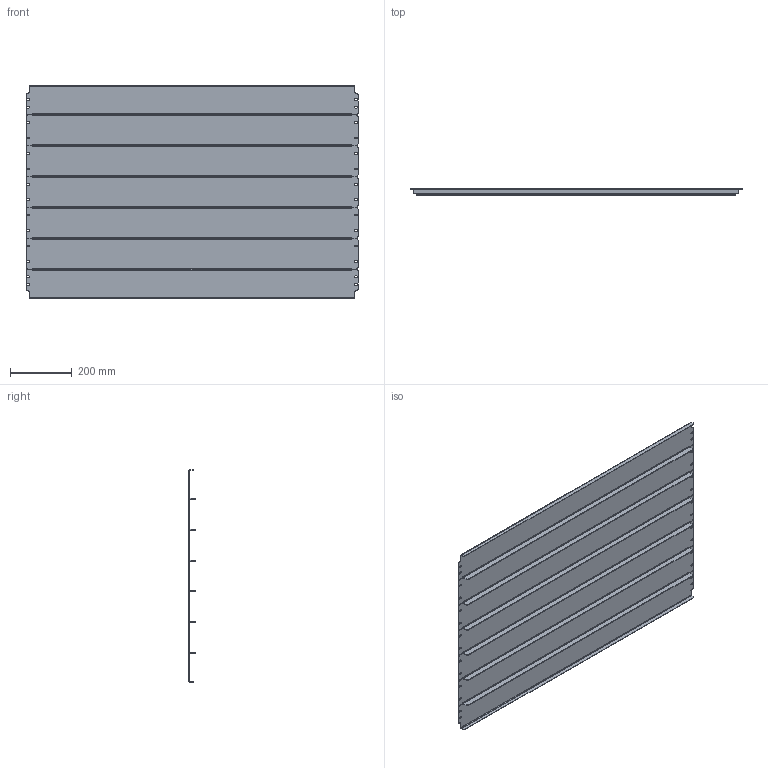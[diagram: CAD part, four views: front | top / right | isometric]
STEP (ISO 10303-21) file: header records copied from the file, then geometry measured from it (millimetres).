
FILE_DESCRIPTION (( 'STEP AP214' ), '1' );
FILE_NAME ('632.800.STEP', '2024-10-30T06:27:41', ( '' ), ( '' ), 'SwSTEP 2.0', 'SolidWorks 2021', '' );
FILE_SCHEMA (( 'AUTOMOTIVE_DESIGN' ));
Length unit declared in the file: millimetre
Products named in the file (3): 632.095; 632.101; 632.800
Assembly tree (7 placements, depth 2):
  632.800
    632.095  x2
    632.101  x5
Bounding box: 1076.5 x 20 x 690 mm (x, y, z)
Volume: 1476828.1 mm3; surface area: 1995502.9 mm2
Topology: 7 solids, 7 shells, 378 faces, 1004 edges, 640 vertices
Faces by surface type: plane 234, cylinder 144
Entity records: 3514 total; most frequent: DIRECTION 612, CARTESIAN_POINT 586, ORIENTED_EDGE 572, EDGE_CURVE 286, AXIS2_PLACEMENT_3D 208, LINE 196, VECTOR 196, VERTEX_POINT 182
